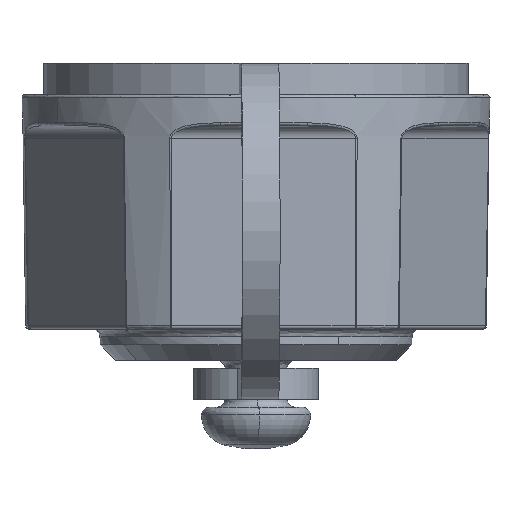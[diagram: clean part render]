
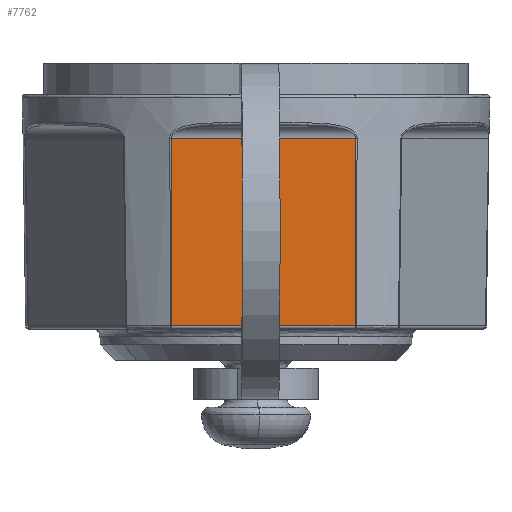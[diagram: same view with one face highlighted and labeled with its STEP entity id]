
A CAD part, left-side view. The second image highlights one B-rep face of the part: STEP entity #7762.
In plain terms, the highlighted face is planar.
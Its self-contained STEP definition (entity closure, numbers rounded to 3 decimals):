
#2 = DIRECTION ( 'NONE',  ( -0.866, 0.5, -0.017 ) ) ;
#3 = CARTESIAN_POINT ( 'NONE',  ( -15.588, 0., -15. ) ) ;
#6 = AXIS2_PLACEMENT_3D ( 'NONE', #3, #2, #36 ) ;
#12 = CARTESIAN_POINT ( 'NONE',  ( -8.918, 11.98, -2.786 ) ) ;
#30 = VECTOR ( 'NONE', #33, 1000. ) ;
#31 = CARTESIAN_POINT ( 'NONE',  ( -14.834, 1.733, -2.786 ) ) ;
#32 = LINE ( 'NONE', #31, #30 ) ;
#33 = DIRECTION ( 'NONE',  ( -0.017, 0.006, 1. ) ) ;
#36 = DIRECTION ( 'NONE',  ( -0.5, -0.866, 0. ) ) ;
#38 = PLANE ( 'NONE',  #6 ) ;
#44 = FACE_OUTER_BOUND ( 'NONE', #7889, .T. ) ;
#83 = DIRECTION ( 'NONE',  ( 0.5, 0.866, 0. ) ) ;
#84 = VECTOR ( 'NONE', #83, 1000. ) ;
#85 = CARTESIAN_POINT ( 'NONE',  ( -15.773, 0.107, -2.786 ) ) ;
#92 = LINE ( 'NONE', #85, #84 ) ;
#466 = CARTESIAN_POINT ( 'NONE',  ( -14.834, 1.733, -2.786 ) ) ;
#677 = VERTEX_POINT ( 'NONE', #1779 ) ;
#682 = VERTEX_POINT ( 'NONE', #1773 ) ;
#686 = EDGE_CURVE ( 'NONE', #677, #682, #1820, .T. ) ;
#875 = ORIENTED_EDGE ( 'NONE', *, *, #878, .F. ) ;
#878 = EDGE_CURVE ( 'NONE', #677, #7753, #2434, .T. ) ;
#1773 = CARTESIAN_POINT ( 'NONE',  ( -14.63, 1.667, -14.803 ) ) ;
#1779 = CARTESIAN_POINT ( 'NONE',  ( -8.758, 11.837, -14.803 ) ) ;
#1817 = DIRECTION ( 'NONE',  ( -0.5, -0.866, 0. ) ) ;
#1818 = VECTOR ( 'NONE', #1817, 1000. ) ;
#1819 = CARTESIAN_POINT ( 'NONE',  ( -15.591, 0.002, -14.803 ) ) ;
#1820 = LINE ( 'NONE', #1819, #1818 ) ;
#2433 = CARTESIAN_POINT ( 'NONE',  ( -8.758, 11.837, -14.803 ) ) ;
#2434 = LINE ( 'NONE', #2433, #2441 ) ;
#2441 = VECTOR ( 'NONE', #2501, 1000. ) ;
#2501 = DIRECTION ( 'NONE',  ( -0.013, 0.012, 1. ) ) ;
#7753 = VERTEX_POINT ( 'NONE', #12 ) ;
#7758 = ORIENTED_EDGE ( 'NONE', *, *, #7771, .T. ) ;
#7761 = ORIENTED_EDGE ( 'NONE', *, *, #686, .T. ) ;
#7762 = ADVANCED_FACE ( 'NONE', ( #44 ), #38, .T. ) ;
#7765 = ORIENTED_EDGE ( 'NONE', *, *, #7766, .T. ) ;
#7766 = EDGE_CURVE ( 'NONE', #682, #7890, #32, .T. ) ;
#7771 = EDGE_CURVE ( 'NONE', #7890, #7753, #92, .T. ) ;
#7889 = EDGE_LOOP ( 'NONE', ( #7761, #7765, #7758, #875 ) ) ;
#7890 = VERTEX_POINT ( 'NONE', #466 ) ;
